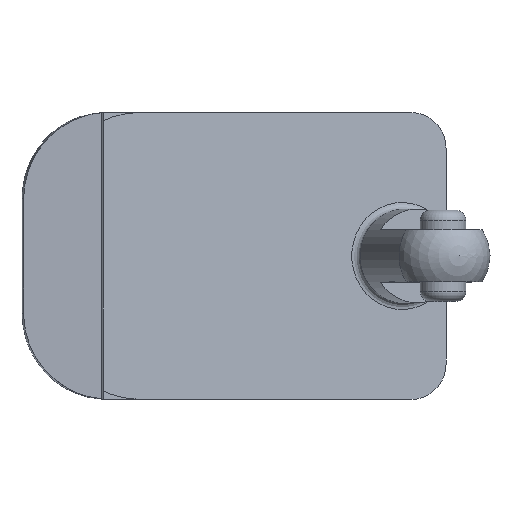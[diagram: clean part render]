
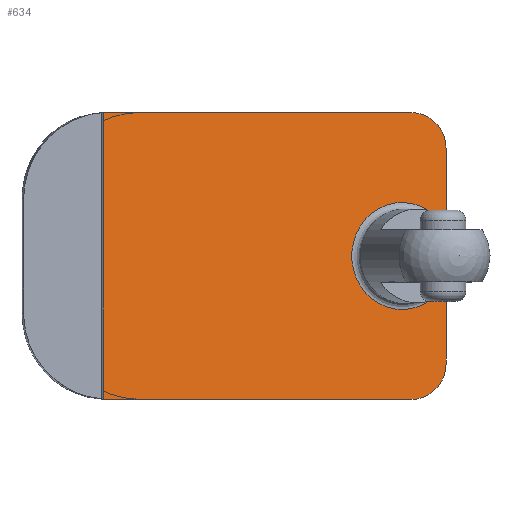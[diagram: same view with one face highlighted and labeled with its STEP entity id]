
A CAD part, top view. The second image highlights one B-rep face of the part: STEP entity #634.
In plain terms, the highlighted planar face has unit normal (0.342, 0, 0.94).
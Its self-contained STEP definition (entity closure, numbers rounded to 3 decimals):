
#35=PLANE('',#675);
#58=B_SPLINE_CURVE_WITH_KNOTS('',3,(#1064,#1065,#1066,#1067),
 .UNSPECIFIED.,.F.,.F.,(4,4),(0.487,0.502),
 .UNSPECIFIED.);
#59=B_SPLINE_CURVE_WITH_KNOTS('',3,(#1071,#1072,#1073,#1074),
 .UNSPECIFIED.,.F.,.F.,(4,4),(1.524,1.539),
 .UNSPECIFIED.);
#72=LINE('',#1058,#120);
#73=LINE('',#1062,#121);
#74=LINE('',#1069,#122);
#75=LINE('',#1076,#123);
#76=LINE('',#1079,#124);
#120=VECTOR('',#754,10.);
#121=VECTOR('',#757,10.);
#122=VECTOR('',#758,10.);
#123=VECTOR('',#759,10.);
#124=VECTOR('',#762,10.);
#169=FACE_OUTER_BOUND('',#207,.T.);
#207=EDGE_LOOP('',(#446,#447,#448,#449,#450,#451,#452,#453,#454,#455));
#248=CIRCLE('',#674,2.05);
#249=CIRCLE('',#676,1.4);
#250=CIRCLE('',#677,1.4);
#277=VERTEX_POINT('',#979);
#280=VERTEX_POINT('',#984);
#282=VERTEX_POINT('',#1057);
#283=VERTEX_POINT('',#1059);
#284=VERTEX_POINT('',#1061);
#285=VERTEX_POINT('',#1063);
#286=VERTEX_POINT('',#1068);
#287=VERTEX_POINT('',#1070);
#288=VERTEX_POINT('',#1075);
#289=VERTEX_POINT('',#1077);
#343=EDGE_CURVE('',#280,#277,#248,.T.);
#348=EDGE_CURVE('',#280,#282,#72,.T.);
#349=EDGE_CURVE('',#283,#282,#249,.T.);
#350=EDGE_CURVE('',#284,#283,#73,.T.);
#351=EDGE_CURVE('',#285,#284,#58,.T.);
#352=EDGE_CURVE('',#286,#285,#74,.T.);
#353=EDGE_CURVE('',#287,#286,#59,.T.);
#354=EDGE_CURVE('',#288,#287,#75,.T.);
#355=EDGE_CURVE('',#289,#288,#250,.T.);
#356=EDGE_CURVE('',#289,#277,#76,.T.);
#446=ORIENTED_EDGE('',*,*,#343,.F.);
#447=ORIENTED_EDGE('',*,*,#348,.T.);
#448=ORIENTED_EDGE('',*,*,#349,.F.);
#449=ORIENTED_EDGE('',*,*,#350,.F.);
#450=ORIENTED_EDGE('',*,*,#351,.F.);
#451=ORIENTED_EDGE('',*,*,#352,.F.);
#452=ORIENTED_EDGE('',*,*,#353,.F.);
#453=ORIENTED_EDGE('',*,*,#354,.F.);
#454=ORIENTED_EDGE('',*,*,#355,.F.);
#455=ORIENTED_EDGE('',*,*,#356,.T.);
#634=ADVANCED_FACE('',(#169),#35,.T.);
#674=AXIS2_PLACEMENT_3D('',#986,#748,#749);
#675=AXIS2_PLACEMENT_3D('',#1056,#752,#753);
#676=AXIS2_PLACEMENT_3D('',#1060,#755,#756);
#677=AXIS2_PLACEMENT_3D('',#1078,#760,#761);
#748=DIRECTION('center_axis',(0.342,0.,0.94));
#749=DIRECTION('ref_axis',(-0.94,0.,0.342));
#752=DIRECTION('center_axis',(0.342,0.,0.94));
#753=DIRECTION('ref_axis',(0.94,0.,-0.342));
#754=DIRECTION('',(0.,1.,0.));
#755=DIRECTION('center_axis',(-0.342,0.,
-0.94));
#756=DIRECTION('ref_axis',(0.664,0.707,-0.242));
#757=DIRECTION('',(0.94,0.,-0.342));
#758=DIRECTION('',(0.,1.,0.));
#759=DIRECTION('',(-0.94,0.,0.342));
#760=DIRECTION('center_axis',(-0.342,0.,
-0.94));
#761=DIRECTION('ref_axis',(0.664,-0.707,-0.242));
#762=DIRECTION('',(0.,1.,0.));
#979=CARTESIAN_POINT('',(-5.867,20.719,-1.735));
#984=CARTESIAN_POINT('',(-5.867,22.681,-1.735));
#986=CARTESIAN_POINT('Origin',(-7.558,21.7,-1.12));
#1056=CARTESIAN_POINT('Origin',(-19.006,16.2,3.047));
#1057=CARTESIAN_POINT('',(-5.867,25.8,-1.735));
#1058=CARTESIAN_POINT('',(-5.867,16.2,-1.735));
#1059=CARTESIAN_POINT('',(-7.183,27.2,-1.256));
#1060=CARTESIAN_POINT('Origin',(-7.183,25.8,-1.256));
#1061=CARTESIAN_POINT('',(-18.866,27.2,2.996));
#1062=CARTESIAN_POINT('',(-5.867,27.2,-1.735));
#1063=CARTESIAN_POINT('',(-19.006,27.197,3.047));
#1064=CARTESIAN_POINT('Ctrl Pts',(-19.006,27.197,3.047));
#1065=CARTESIAN_POINT('Ctrl Pts',(-18.958,27.199,3.03));
#1066=CARTESIAN_POINT('Ctrl Pts',(-18.912,27.2,3.013));
#1067=CARTESIAN_POINT('Ctrl Pts',(-18.866,27.2,2.996));
#1068=CARTESIAN_POINT('',(-19.006,16.203,3.047));
#1069=CARTESIAN_POINT('',(-19.006,16.2,3.047));
#1070=CARTESIAN_POINT('',(-18.866,16.2,2.996));
#1071=CARTESIAN_POINT('Ctrl Pts',(-18.866,16.2,2.996));
#1072=CARTESIAN_POINT('Ctrl Pts',(-18.912,16.2,3.013));
#1073=CARTESIAN_POINT('Ctrl Pts',(-18.958,16.201,3.03));
#1074=CARTESIAN_POINT('Ctrl Pts',(-19.006,16.203,3.047));
#1075=CARTESIAN_POINT('',(-7.183,16.2,-1.256));
#1076=CARTESIAN_POINT('',(-5.867,16.2,-1.735));
#1077=CARTESIAN_POINT('',(-5.867,17.6,-1.735));
#1078=CARTESIAN_POINT('Origin',(-7.183,17.6,-1.256));
#1079=CARTESIAN_POINT('',(-5.867,16.2,-1.735));
